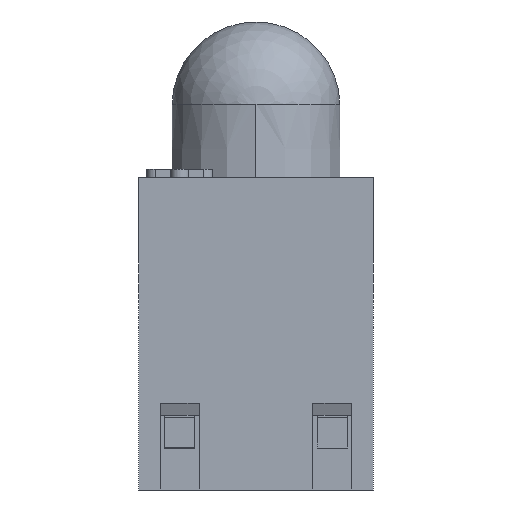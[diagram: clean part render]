
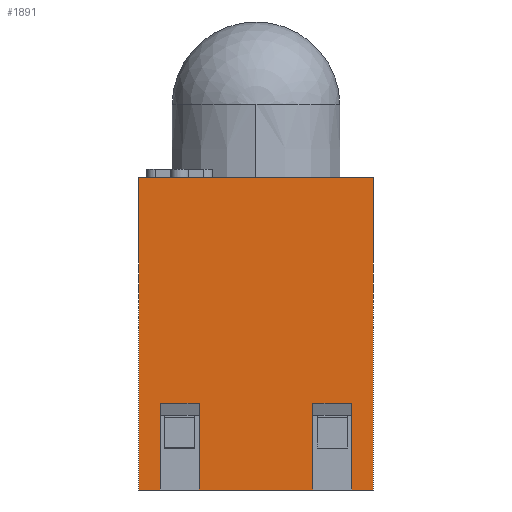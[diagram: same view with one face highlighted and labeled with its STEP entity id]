
A CAD part, front view. The second image highlights one B-rep face of the part: STEP entity #1891.
In plain terms, the highlighted planar face has unit normal (0, -1, 0).
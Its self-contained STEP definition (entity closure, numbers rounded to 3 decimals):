
#44 = CARTESIAN_POINT ( 'NONE',  ( -0.945, -9.652, 27.949 ) ) ;
#53 = EDGE_CURVE ( 'NONE', #443, #959, #1770, .T. ) ;
#86 = AXIS2_PLACEMENT_3D ( 'NONE', #592, #2205, #836 ) ;
#95 = CARTESIAN_POINT ( 'NONE',  ( -1.95, -9.652, 31.706 ) ) ;
#109 = LINE ( 'NONE', #1576, #247 ) ;
#142 = PLANE ( 'NONE',  #86 ) ;
#148 = ORIENTED_EDGE ( 'NONE', *, *, #2196, .F. ) ;
#170 = VECTOR ( 'NONE', #1846, 1000. ) ;
#177 = LINE ( 'NONE', #1776, #793 ) ;
#216 = CARTESIAN_POINT ( 'NONE',  ( 1.95, -9.652, 26.506 ) ) ;
#247 = VECTOR ( 'NONE', #1364, 1000. ) ;
#261 = CARTESIAN_POINT ( 'NONE',  ( -0.945, -9.652, 26.506 ) ) ;
#297 = DIRECTION ( 'NONE',  ( -1., 0., 0. ) ) ;
#320 = DIRECTION ( 'NONE',  ( 1., 0., 0. ) ) ;
#330 = DIRECTION ( 'NONE',  ( 0., 0., -1. ) ) ;
#333 = EDGE_CURVE ( 'NONE', #2479, #959, #497, .T. ) ;
#354 = EDGE_CURVE ( 'NONE', #780, #1593, #2191, .T. ) ;
#368 = EDGE_CURVE ( 'NONE', #2213, #2516, #978, .T. ) ;
#369 = CARTESIAN_POINT ( 'NONE',  ( 0.945, -9.652, 26.506 ) ) ;
#385 = LINE ( 'NONE', #216, #2073 ) ;
#386 = ORIENTED_EDGE ( 'NONE', *, *, #333, .T. ) ;
#443 = VERTEX_POINT ( 'NONE', #2766 ) ;
#470 = CARTESIAN_POINT ( 'NONE',  ( -1.595, -9.652, 27.949 ) ) ;
#497 = LINE ( 'NONE', #1934, #2938 ) ;
#541 = DIRECTION ( 'NONE',  ( 0., 0., 1. ) ) ;
#585 = EDGE_CURVE ( 'NONE', #2283, #443, #2379, .T. ) ;
#592 = CARTESIAN_POINT ( 'NONE',  ( 1.95, -9.652, 31.706 ) ) ;
#629 = VECTOR ( 'NONE', #1915, 1000. ) ;
#658 = VECTOR ( 'NONE', #753, 1000. ) ;
#724 = EDGE_CURVE ( 'NONE', #1593, #2516, #177, .T. ) ;
#753 = DIRECTION ( 'NONE',  ( -1., 0., 0. ) ) ;
#760 = EDGE_CURVE ( 'NONE', #1727, #1854, #1868, .T. ) ;
#768 = DIRECTION ( 'NONE',  ( 0., 0., 1. ) ) ;
#780 = VERTEX_POINT ( 'NONE', #369 ) ;
#792 = ORIENTED_EDGE ( 'NONE', *, *, #724, .T. ) ;
#793 = VECTOR ( 'NONE', #320, 1000. ) ;
#824 = ORIENTED_EDGE ( 'NONE', *, *, #1466, .F. ) ;
#836 = DIRECTION ( 'NONE',  ( 0., 0., 1. ) ) ;
#959 = VERTEX_POINT ( 'NONE', #470 ) ;
#978 = LINE ( 'NONE', #2152, #1505 ) ;
#1003 = VERTEX_POINT ( 'NONE', #2098 ) ;
#1062 = VECTOR ( 'NONE', #330, 1000. ) ;
#1071 = VECTOR ( 'NONE', #2585, 1000. ) ;
#1072 = CARTESIAN_POINT ( 'NONE',  ( 1.95, -9.652, 31.706 ) ) ;
#1117 = EDGE_CURVE ( 'NONE', #1727, #2613, #109, .T. ) ;
#1131 = LINE ( 'NONE', #95, #1062 ) ;
#1147 = DIRECTION ( 'NONE',  ( -1., 0., 0. ) ) ;
#1243 = ORIENTED_EDGE ( 'NONE', *, *, #1117, .T. ) ;
#1283 = LINE ( 'NONE', #2126, #658 ) ;
#1325 = ORIENTED_EDGE ( 'NONE', *, *, #2600, .T. ) ;
#1364 = DIRECTION ( 'NONE',  ( -1., 0., 0. ) ) ;
#1391 = LINE ( 'NONE', #2753, #170 ) ;
#1423 = ORIENTED_EDGE ( 'NONE', *, *, #760, .F. ) ;
#1433 = CARTESIAN_POINT ( 'NONE',  ( 1.595, -9.652, 27.949 ) ) ;
#1440 = DIRECTION ( 'NONE',  ( 0., 0., 1. ) ) ;
#1466 = EDGE_CURVE ( 'NONE', #2479, #1003, #385, .T. ) ;
#1505 = VECTOR ( 'NONE', #768, 1000. ) ;
#1575 = VECTOR ( 'NONE', #541, 1000. ) ;
#1576 = CARTESIAN_POINT ( 'NONE',  ( 1.95, -9.652, 31.706 ) ) ;
#1593 = VERTEX_POINT ( 'NONE', #2025 ) ;
#1704 = VECTOR ( 'NONE', #297, 1000. ) ;
#1727 = VERTEX_POINT ( 'NONE', #2156 ) ;
#1734 = ORIENTED_EDGE ( 'NONE', *, *, #53, .F. ) ;
#1770 = LINE ( 'NONE', #2819, #1704 ) ;
#1776 = CARTESIAN_POINT ( 'NONE',  ( 0.945, -9.652, 27.949 ) ) ;
#1846 = DIRECTION ( 'NONE',  ( -1., 0., 0. ) ) ;
#1854 = VERTEX_POINT ( 'NONE', #1958 ) ;
#1868 = LINE ( 'NONE', #1072, #629 ) ;
#1891 = ADVANCED_FACE ( 'NONE', ( #2495 ), #142, .F. ) ;
#1915 = DIRECTION ( 'NONE',  ( 0., 0., -1. ) ) ;
#1934 = CARTESIAN_POINT ( 'NONE',  ( -1.595, -9.652, 27.949 ) ) ;
#1944 = CARTESIAN_POINT ( 'NONE',  ( -1.95, -9.652, 31.706 ) ) ;
#1958 = CARTESIAN_POINT ( 'NONE',  ( 1.95, -9.652, 26.506 ) ) ;
#1999 = ORIENTED_EDGE ( 'NONE', *, *, #368, .F. ) ;
#2025 = CARTESIAN_POINT ( 'NONE',  ( 0.945, -9.652, 27.949 ) ) ;
#2073 = VECTOR ( 'NONE', #1147, 1000. ) ;
#2097 = CARTESIAN_POINT ( 'NONE',  ( -1.595, -9.652, 26.506 ) ) ;
#2098 = CARTESIAN_POINT ( 'NONE',  ( -1.95, -9.652, 26.506 ) ) ;
#2126 = CARTESIAN_POINT ( 'NONE',  ( 1.95, -9.652, 26.506 ) ) ;
#2152 = CARTESIAN_POINT ( 'NONE',  ( 1.595, -9.652, 26.506 ) ) ;
#2156 = CARTESIAN_POINT ( 'NONE',  ( 1.95, -9.652, 31.706 ) ) ;
#2179 = ORIENTED_EDGE ( 'NONE', *, *, #354, .T. ) ;
#2191 = LINE ( 'NONE', #2386, #1575 ) ;
#2196 = EDGE_CURVE ( 'NONE', #1854, #2213, #1391, .T. ) ;
#2205 = DIRECTION ( 'NONE',  ( 0., 1., 0. ) ) ;
#2213 = VERTEX_POINT ( 'NONE', #2315 ) ;
#2283 = VERTEX_POINT ( 'NONE', #261 ) ;
#2315 = CARTESIAN_POINT ( 'NONE',  ( 1.595, -9.652, 26.506 ) ) ;
#2379 = LINE ( 'NONE', #44, #1071 ) ;
#2386 = CARTESIAN_POINT ( 'NONE',  ( 0.945, -9.652, 26.506 ) ) ;
#2428 = ORIENTED_EDGE ( 'NONE', *, *, #2510, .F. ) ;
#2479 = VERTEX_POINT ( 'NONE', #2097 ) ;
#2495 = FACE_OUTER_BOUND ( 'NONE', #2959, .T. ) ;
#2510 = EDGE_CURVE ( 'NONE', #780, #2283, #1283, .T. ) ;
#2516 = VERTEX_POINT ( 'NONE', #1433 ) ;
#2585 = DIRECTION ( 'NONE',  ( 0., 0., 1. ) ) ;
#2600 = EDGE_CURVE ( 'NONE', #2613, #1003, #1131, .T. ) ;
#2613 = VERTEX_POINT ( 'NONE', #1944 ) ;
#2753 = CARTESIAN_POINT ( 'NONE',  ( 1.95, -9.652, 26.506 ) ) ;
#2758 = ORIENTED_EDGE ( 'NONE', *, *, #585, .F. ) ;
#2766 = CARTESIAN_POINT ( 'NONE',  ( -0.945, -9.652, 27.949 ) ) ;
#2819 = CARTESIAN_POINT ( 'NONE',  ( -0.945, -9.652, 27.949 ) ) ;
#2938 = VECTOR ( 'NONE', #1440, 1000. ) ;
#2959 = EDGE_LOOP ( 'NONE', ( #1734, #2758, #2428, #2179, #792, #1999, #148, #1423, #1243, #1325, #824, #386 ) ) ;
